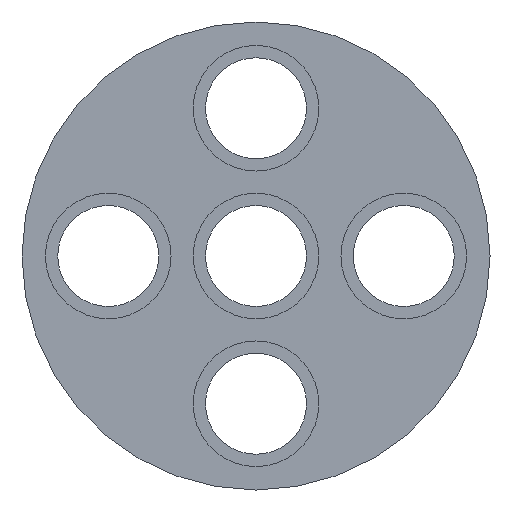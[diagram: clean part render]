
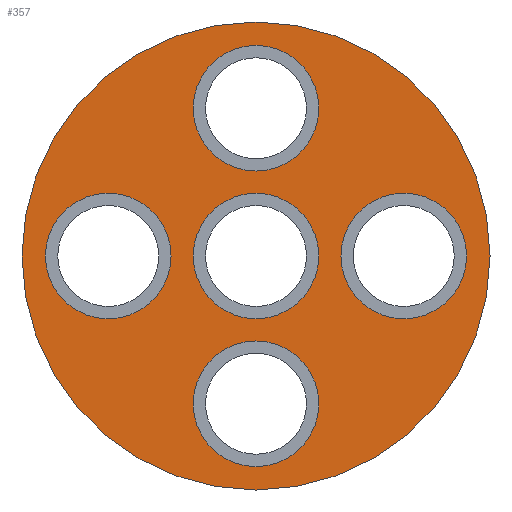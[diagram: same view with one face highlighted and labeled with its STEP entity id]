
A CAD part, front view. The second image highlights one B-rep face of the part: STEP entity #357.
In plain terms, the highlighted planar face has unit normal (0, -1, 0).
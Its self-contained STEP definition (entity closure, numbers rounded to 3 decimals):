
#25=PLANE('',#425);
#53=FACE_BOUND('',#144,.T.);
#54=FACE_BOUND('',#145,.T.);
#55=FACE_BOUND('',#146,.T.);
#56=FACE_BOUND('',#147,.T.);
#57=FACE_BOUND('',#148,.T.);
#89=FACE_OUTER_BOUND('',#143,.T.);
#143=EDGE_LOOP('',(#303));
#144=EDGE_LOOP('',(#304));
#145=EDGE_LOOP('',(#305));
#146=EDGE_LOOP('',(#306));
#147=EDGE_LOOP('',(#307));
#148=EDGE_LOOP('',(#308));
#171=CIRCLE('',#394,2.55);
#174=CIRCLE('',#399,2.55);
#177=CIRCLE('',#404,2.55);
#180=CIRCLE('',#409,2.55);
#183=CIRCLE('',#414,2.55);
#186=CIRCLE('',#424,9.5);
#203=VERTEX_POINT('',#593);
#206=VERTEX_POINT('',#601);
#209=VERTEX_POINT('',#609);
#212=VERTEX_POINT('',#617);
#215=VERTEX_POINT('',#625);
#218=VERTEX_POINT('',#638);
#235=EDGE_CURVE('',#203,#203,#171,.T.);
#238=EDGE_CURVE('',#206,#206,#174,.T.);
#241=EDGE_CURVE('',#209,#209,#177,.T.);
#244=EDGE_CURVE('',#212,#212,#180,.T.);
#247=EDGE_CURVE('',#215,#215,#183,.T.);
#250=EDGE_CURVE('',#218,#218,#186,.T.);
#303=ORIENTED_EDGE('',*,*,#250,.T.);
#304=ORIENTED_EDGE('',*,*,#235,.T.);
#305=ORIENTED_EDGE('',*,*,#238,.T.);
#306=ORIENTED_EDGE('',*,*,#241,.T.);
#307=ORIENTED_EDGE('',*,*,#244,.T.);
#308=ORIENTED_EDGE('',*,*,#247,.T.);
#357=ADVANCED_FACE('',(#89,#53,#54,#55,#56,#57),#25,.F.);
#394=AXIS2_PLACEMENT_3D('',#594,#483,#484);
#399=AXIS2_PLACEMENT_3D('',#602,#493,#494);
#404=AXIS2_PLACEMENT_3D('',#610,#503,#504);
#409=AXIS2_PLACEMENT_3D('',#618,#513,#514);
#414=AXIS2_PLACEMENT_3D('',#626,#523,#524);
#424=AXIS2_PLACEMENT_3D('',#639,#543,#544);
#425=AXIS2_PLACEMENT_3D('',#640,#545,#546);
#483=DIRECTION('center_axis',(0.,1.,0.));
#484=DIRECTION('ref_axis',(-1.,0.,0.));
#493=DIRECTION('center_axis',(0.,1.,0.));
#494=DIRECTION('ref_axis',(-1.,0.,0.));
#503=DIRECTION('center_axis',(0.,1.,0.));
#504=DIRECTION('ref_axis',(-1.,0.,0.));
#513=DIRECTION('center_axis',(0.,1.,0.));
#514=DIRECTION('ref_axis',(-1.,0.,0.));
#523=DIRECTION('center_axis',(0.,1.,0.));
#524=DIRECTION('ref_axis',(-1.,0.,0.));
#543=DIRECTION('center_axis',(0.,-1.,0.));
#544=DIRECTION('ref_axis',(1.,0.,0.));
#545=DIRECTION('center_axis',(0.,1.,0.));
#546=DIRECTION('ref_axis',(0.,0.,1.));
#593=CARTESIAN_POINT('',(8.55,0.,0.));
#594=CARTESIAN_POINT('Origin',(6.,0.,0.));
#601=CARTESIAN_POINT('',(2.55,0.,6.));
#602=CARTESIAN_POINT('Origin',(0.,0.,6.));
#609=CARTESIAN_POINT('',(-3.45,0.,0.));
#610=CARTESIAN_POINT('Origin',(-6.,0.,0.));
#617=CARTESIAN_POINT('',(2.55,0.,0.));
#618=CARTESIAN_POINT('Origin',(0.,0.,0.));
#625=CARTESIAN_POINT('',(2.55,0.,-6.));
#626=CARTESIAN_POINT('Origin',(0.,0.,-6.));
#638=CARTESIAN_POINT('',(-9.5,0.,0.));
#639=CARTESIAN_POINT('Origin',(0.,0.,0.));
#640=CARTESIAN_POINT('Origin',(0.,0.,0.));
